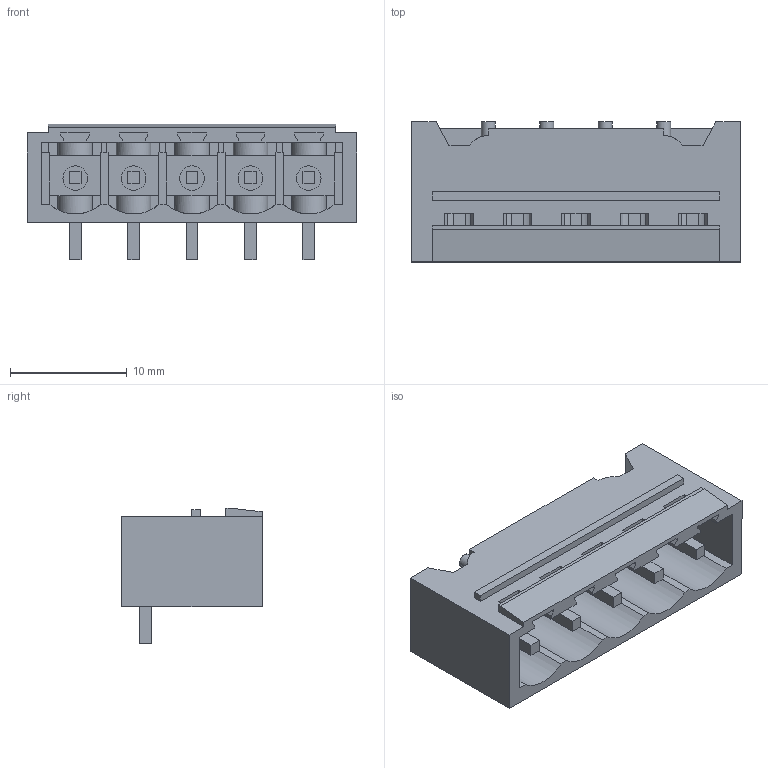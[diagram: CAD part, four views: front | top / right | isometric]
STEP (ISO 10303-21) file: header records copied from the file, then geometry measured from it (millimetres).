
FILE_DESCRIPTION(('CATIA V5 STEP Exchange','CAx-IF Rec.Pracs.--- Model Styling and Organization---1.2---2011-12-15'),'2;1');
FILE_NAME ('7592412_2_1840150000_1840150000.stp','2018-03-08T10:35:33+00:00',('none'),('Weidmueller'),'CATIA Version 5-6 Release 2014','CATIA V5 STEP AP214','none');
FILE_SCHEMA(('AUTOMOTIVE_DESIGN { 1 0 10303 214 1 1 1 1 }'));
Length unit declared in the file: millimetre
Products named in the file (1): 1840150000
Bounding box: 28.2 x 12 x 11.63 mm (x, y, z)
Volume: 1125.4 mm3; surface area: 2582.2 mm2
Topology: 6 solids, 6 shells, 410 faces, 1237 edges, 831 vertices
Faces by surface type: plane 341, cylinder 63, extrusion 6
Entity records: 13052 total; most frequent: CARTESIAN_POINT 2586, ORIENTED_EDGE 2474, DIRECTION 1685, EDGE_CURVE 1237, VECTOR 1023, LINE 1017, VERTEX_POINT 831, EDGE_LOOP 422
